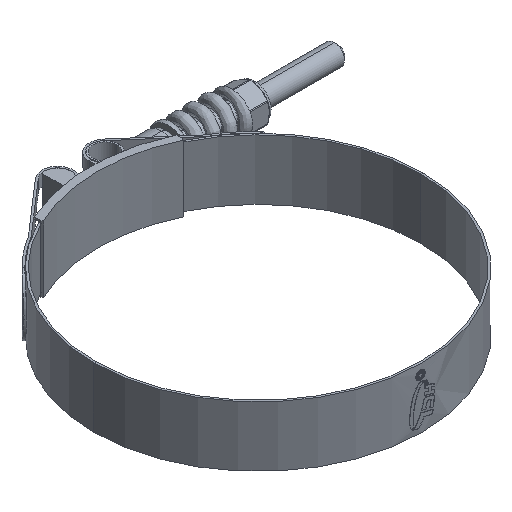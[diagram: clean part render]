
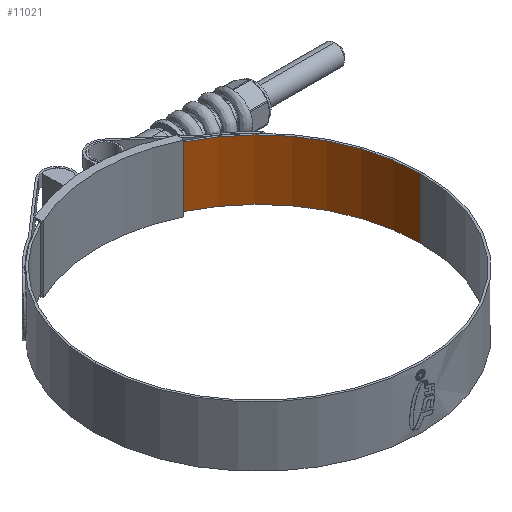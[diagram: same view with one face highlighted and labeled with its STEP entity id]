
A CAD part, isometric view. The second image highlights one B-rep face of the part: STEP entity #11021.
In plain terms, the highlighted cylindrical face has radius 51.6 mm (diameter 103.2 mm), a partial arc.
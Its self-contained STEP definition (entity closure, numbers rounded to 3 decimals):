
#1122 = ORIENTED_EDGE ( 'NONE', *, *, #9005, .F. ) ;
#1378 = DIRECTION ( 'NONE',  ( -1., 0., 0. ) ) ;
#1737 = ORIENTED_EDGE ( 'NONE', *, *, #15831, .F. ) ;
#1823 = DIRECTION ( 'NONE',  ( 0., 0., -1. ) ) ;
#2363 = CARTESIAN_POINT ( 'NONE',  ( 51.6, 0., 9.55 ) ) ;
#2800 = DIRECTION ( 'NONE',  ( 0., 0., -1. ) ) ;
#2963 = LINE ( 'NONE', #6913, #14714 ) ;
#3271 = LINE ( 'NONE', #6060, #9163 ) ;
#3564 = AXIS2_PLACEMENT_3D ( 'NONE', #9032, #14287, #1378 ) ;
#4356 = AXIS2_PLACEMENT_3D ( 'NONE', #15217, #15720, #6637 ) ;
#4417 = EDGE_LOOP ( 'NONE', ( #1122, #1737, #16249, #16586 ) ) ;
#5179 = CIRCLE ( 'NONE', #3564, 51.6 ) ;
#5240 = CARTESIAN_POINT ( 'NONE',  ( 0., 0., -9.55 ) ) ;
#5982 = VERTEX_POINT ( 'NONE', #6044 ) ;
#6044 = CARTESIAN_POINT ( 'NONE',  ( 6.837, 51.145, 9.55 ) ) ;
#6060 = CARTESIAN_POINT ( 'NONE',  ( 6.837, 51.145, 9.55 ) ) ;
#6268 = CIRCLE ( 'NONE', #12134, 51.6 ) ;
#6364 = CARTESIAN_POINT ( 'NONE',  ( 51.6, 0., -9.55 ) ) ;
#6637 = DIRECTION ( 'NONE',  ( -1., 0., 0. ) ) ;
#6812 = EDGE_CURVE ( 'NONE', #7914, #9257, #6268, .T. ) ;
#6913 = CARTESIAN_POINT ( 'NONE',  ( 51.6, 0., 9.55 ) ) ;
#7914 = VERTEX_POINT ( 'NONE', #10874 ) ;
#9005 = EDGE_CURVE ( 'NONE', #16395, #9257, #2963, .T. ) ;
#9032 = CARTESIAN_POINT ( 'NONE',  ( 0., 0., 9.55 ) ) ;
#9163 = VECTOR ( 'NONE', #9883, 1000. ) ;
#9257 = VERTEX_POINT ( 'NONE', #6364 ) ;
#9883 = DIRECTION ( 'NONE',  ( 0., 0., -1. ) ) ;
#10815 = EDGE_CURVE ( 'NONE', #5982, #7914, #3271, .T. ) ;
#10874 = CARTESIAN_POINT ( 'NONE',  ( 6.837, 51.145, -9.55 ) ) ;
#11021 = ADVANCED_FACE ( 'NONE', ( #11383 ), #16493, .F. ) ;
#11383 = FACE_OUTER_BOUND ( 'NONE', #4417, .T. ) ;
#12051 = DIRECTION ( 'NONE',  ( -1., 0., 0. ) ) ;
#12134 = AXIS2_PLACEMENT_3D ( 'NONE', #5240, #1823, #12051 ) ;
#14287 = DIRECTION ( 'NONE',  ( 0., 0., -1. ) ) ;
#14714 = VECTOR ( 'NONE', #2800, 1000. ) ;
#15217 = CARTESIAN_POINT ( 'NONE',  ( 0., 0., 9.55 ) ) ;
#15720 = DIRECTION ( 'NONE',  ( 0., 0., -1. ) ) ;
#15831 = EDGE_CURVE ( 'NONE', #5982, #16395, #5179, .T. ) ;
#16249 = ORIENTED_EDGE ( 'NONE', *, *, #10815, .T. ) ;
#16395 = VERTEX_POINT ( 'NONE', #2363 ) ;
#16493 = CYLINDRICAL_SURFACE ( 'NONE', #4356, 51.6 ) ;
#16586 = ORIENTED_EDGE ( 'NONE', *, *, #6812, .T. ) ;
